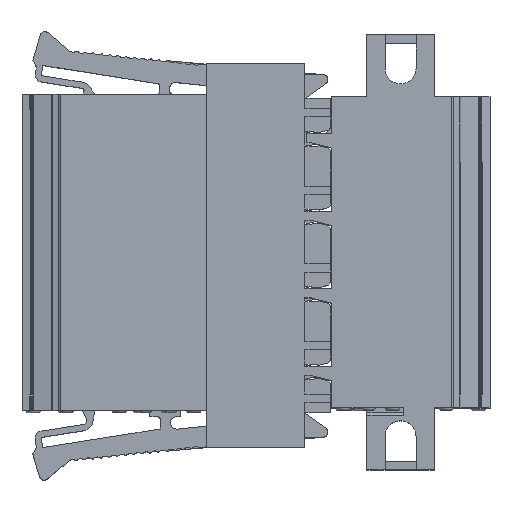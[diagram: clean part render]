
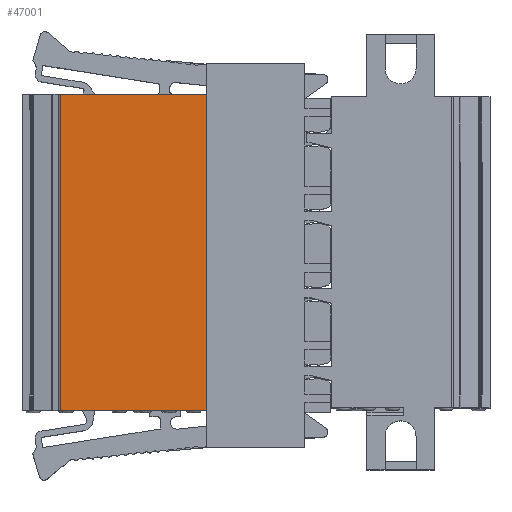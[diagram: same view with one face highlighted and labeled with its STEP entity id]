
A CAD part, top view. The second image highlights one B-rep face of the part: STEP entity #47001.
In plain terms, the highlighted planar face has unit normal (0, 0, 1).
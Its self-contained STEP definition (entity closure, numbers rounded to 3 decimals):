
#9825=ORIENTED_EDGE('',*,*,#15879,.F.);
#9826=ORIENTED_EDGE('',*,*,#16321,.F.);
#9827=ORIENTED_EDGE('',*,*,#16322,.T.);
#9828=ORIENTED_EDGE('',*,*,#16323,.T.);
#15879=EDGE_CURVE('',#19760,#19761,#23364,.T.);
#16321=EDGE_CURVE('',#20028,#19760,#23697,.T.);
#16322=EDGE_CURVE('',#20028,#20029,#23698,.T.);
#16323=EDGE_CURVE('',#20029,#19761,#23699,.T.);
#19760=VERTEX_POINT('',#68814);
#19761=VERTEX_POINT('',#68816);
#20028=VERTEX_POINT('',#69843);
#20029=VERTEX_POINT('',#69845);
#23364=LINE('',#68815,#27189);
#23697=LINE('',#69842,#27522);
#23698=LINE('',#69844,#27523);
#23699=LINE('',#69846,#27524);
#27189=VECTOR('',#56609,1000.);
#27522=VECTOR('',#57410,1000.);
#27523=VECTOR('',#57411,1000.);
#27524=VECTOR('',#57412,1000.);
#29663=EDGE_LOOP('',(#9825,#9826,#9827,#9828));
#31544=FACE_BOUND('',#29663,.T.);
#32907=PLANE('',#49553);
#47001=ADVANCED_FACE('',(#31544),#32907,.F.);
#49553=AXIS2_PLACEMENT_3D('',#69841,#57408,#57409);
#56609=DIRECTION('',(0.,1.,0.));
#57408=DIRECTION('',(0.,0.,-1.));
#57409=DIRECTION('',(-1.,0.,0.));
#57410=DIRECTION('',(-1.,0.,0.));
#57411=DIRECTION('',(0.,1.,0.));
#57412=DIRECTION('',(-1.,0.,0.));
#68814=CARTESIAN_POINT('',(-9.39,-1.5,0.));
#68815=CARTESIAN_POINT('',(-9.39,-1.5,0.));
#68816=CARTESIAN_POINT('',(-9.39,29.08,0.));
#69841=CARTESIAN_POINT('',(4.775,-1.5,0.));
#69842=CARTESIAN_POINT('',(4.775,-1.5,0.));
#69843=CARTESIAN_POINT('',(4.775,-1.5,0.));
#69844=CARTESIAN_POINT('',(4.775,-1.5,0.));
#69845=CARTESIAN_POINT('',(4.775,29.08,0.));
#69846=CARTESIAN_POINT('',(4.775,29.08,0.));
